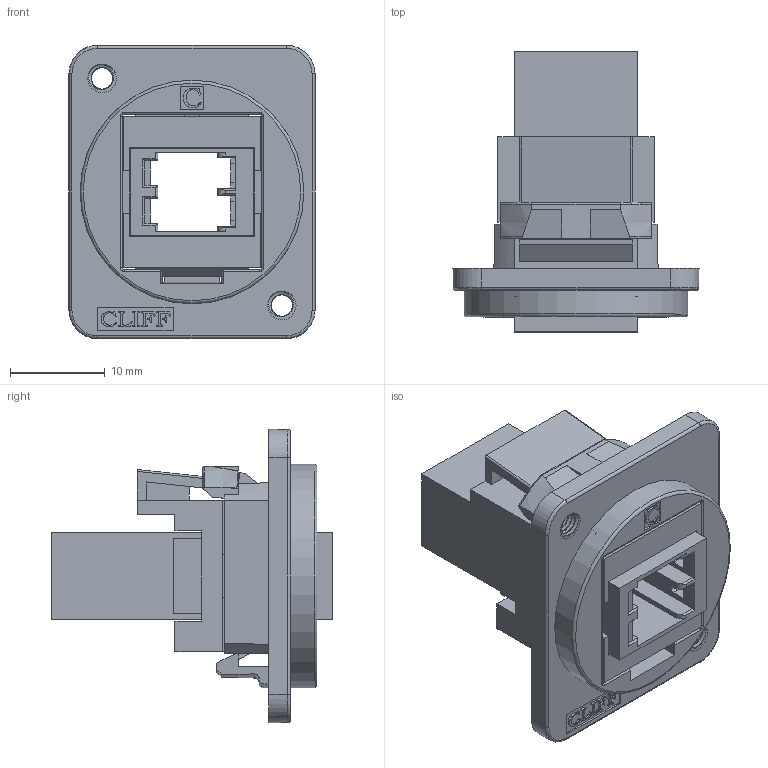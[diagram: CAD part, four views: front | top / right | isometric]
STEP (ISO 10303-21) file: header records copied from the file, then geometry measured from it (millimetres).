
FILE_DESCRIPTION(/* description */ (''),/* implementation_level */ '2;1');
FILE_NAME(/* name */ 'CP30244M3B.stp',/* time_stamp */ '2025-09-26T10:34:58+01:00',/* author */ ('TOttley'),/* organization */ (''),/* preprocessor_version */ 'ST-DEVELOPER v20',/* originating_system */ 'Autodesk Inventor 2025',/* authorisation */ '');
FILE_SCHEMA (('AUTOMOTIVE_DESIGN { 1 0 10303 214 3 1 1 }'));
Length unit declared in the file: millimetre
Products named in the file (1): Part10
Bounding box: 26 x 29.6 x 31 mm (x, y, z)
Volume: 4900.3 mm3; surface area: 7848.3 mm2
Topology: 3 solids, 3 shells, 485 faces, 1365 edges, 898 vertices
Faces by surface type: plane 333, bspline 69, cylinder 65, cone 10, torus 8
Full cylindrical faces by diameter (mm): 2.259 x2
Entity records: 19996 total; most frequent: CARTESIAN_POINT 7300, ORIENTED_EDGE 2730, DIRECTION 2190, EDGE_CURVE 1365, LINE 1002, VECTOR 1002, VERTEX_POINT 898, AXIS2_PLACEMENT_3D 594
